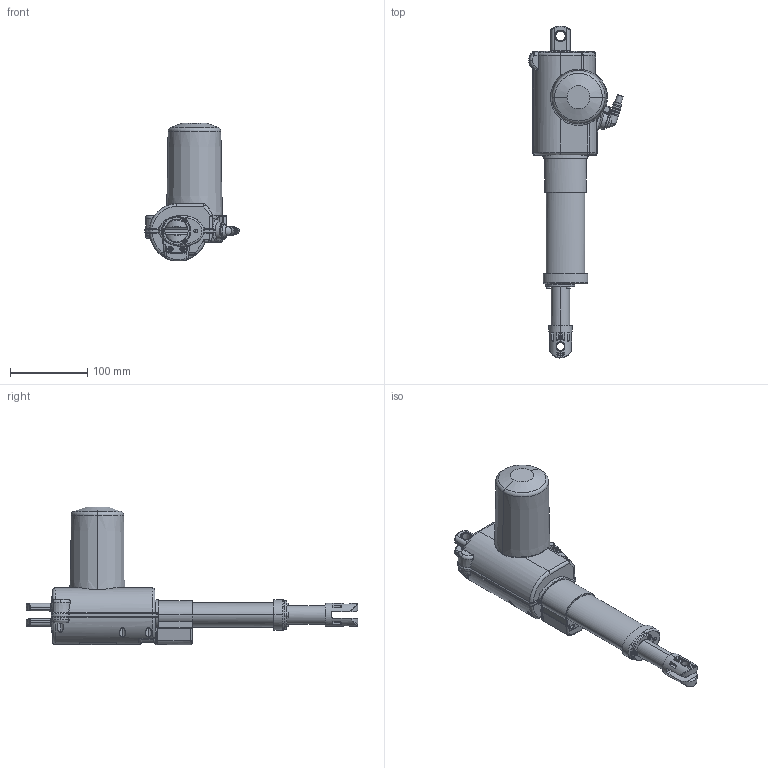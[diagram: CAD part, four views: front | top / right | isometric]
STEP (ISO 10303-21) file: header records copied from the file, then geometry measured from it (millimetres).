
FILE_DESCRIPTION (( 'STEP AP203' ), '1' );
FILE_NAME ('Megamat 12 ER.STEP', '2017-03-24T08:42:28', ( 'admin' ), ( 'Hewlett-Packard Company' ), 'SwSTEP 2.0', 'SolidWorks 2016', '' );
FILE_SCHEMA (( 'CONFIG_CONTROL_DESIGN' ));
Products named in the file (1): Megamat 12 ER
Bounding box: 122.89 x 430.88 x 179 mm (x, y, z)
Volume: 1393426.5 mm3; surface area: 123204.7 mm2
Topology: 2 solids, 2 shells, 1923 faces, 4835 edges, 2885 vertices
Faces by surface type: cylinder 563, bspline 500, plane 487, cone 151, sphere 137, torus 85
Entity records: 74176 total; most frequent: CARTESIAN_POINT 33459, ORIENTED_EDGE 9510, DIRECTION 7393, EDGE_CURVE 4755, AXIS2_PLACEMENT_3D 2897, VERTEX_POINT 2878, EDGE_LOOP 1983, ADVANCED_FACE 1923
